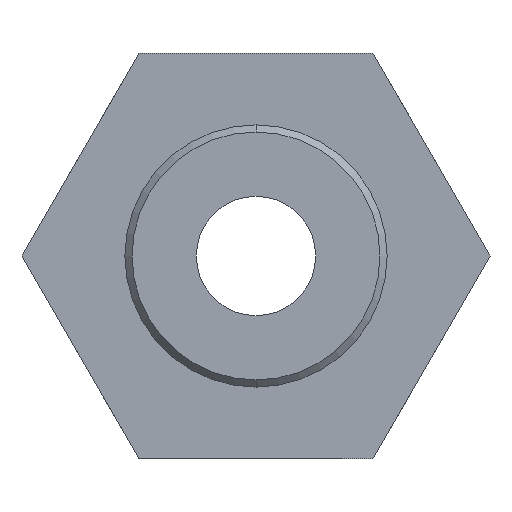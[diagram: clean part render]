
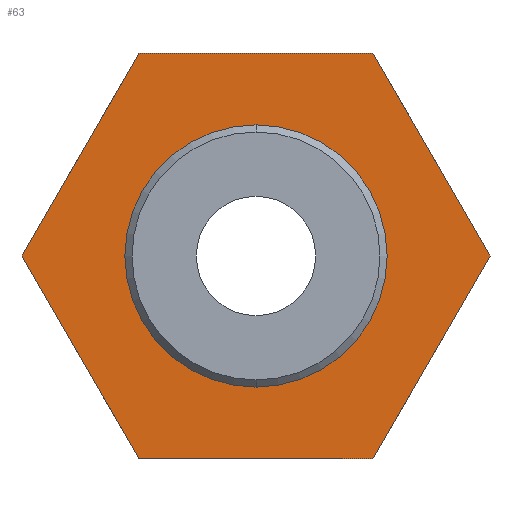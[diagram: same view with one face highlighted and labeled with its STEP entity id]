
A CAD part, front view. The second image highlights one B-rep face of the part: STEP entity #63.
In plain terms, the highlighted planar face has unit normal (0, -1, 0).
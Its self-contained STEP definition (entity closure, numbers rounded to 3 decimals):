
#63=ADVANCED_FACE('NONE',(#122,#123),#124,.T.);
#122=FACE_OUTER_BOUND('',#210,.T.);
#123=FACE_BOUND('',#211,.T.);
#124=PLANE('',#212);
#210=EDGE_LOOP('',(#392,#393,#394,#395,#396,#397));
#211=EDGE_LOOP('',(#398,#399));
#212=AXIS2_PLACEMENT_3D('',#400,#401,#402);
#392=ORIENTED_EDGE('',*,*,#603,.T.);
#393=ORIENTED_EDGE('',*,*,#599,.T.);
#394=ORIENTED_EDGE('',*,*,#618,.T.);
#395=ORIENTED_EDGE('',*,*,#615,.T.);
#396=ORIENTED_EDGE('',*,*,#611,.T.);
#397=ORIENTED_EDGE('',*,*,#607,.T.);
#398=ORIENTED_EDGE('',*,*,#574,.F.);
#399=ORIENTED_EDGE('',*,*,#619,.F.);
#400=CARTESIAN_POINT('',(10.0,7.2,0.0));
#401=DIRECTION('',(0.0,-1.0,0.0));
#402=DIRECTION('',(0.0,0.0,-1.0));
#574=EDGE_CURVE('NONE',#680,#681,#682,.T.);
#599=EDGE_CURVE('NONE',#720,#725,#727,.T.);
#603=EDGE_CURVE('NONE',#729,#720,#733,.T.);
#607=EDGE_CURVE('NONE',#735,#729,#739,.T.);
#611=EDGE_CURVE('NONE',#741,#735,#745,.T.);
#615=EDGE_CURVE('NONE',#747,#741,#751,.T.);
#618=EDGE_CURVE('NONE',#725,#747,#754,.T.);
#619=EDGE_CURVE('NONE',#681,#680,#755,.T.);
#680=VERTEX_POINT('NONE',#826);
#681=VERTEX_POINT('NONE',#827);
#682=CIRCLE('',#828,4.75);
#720=VERTEX_POINT('NONE',#874);
#725=VERTEX_POINT('NONE',#888);
#727=LINE('',#891,#892);
#729=VERTEX_POINT('NONE',#894);
#733=LINE('',#905,#906);
#735=VERTEX_POINT('NONE',#908);
#739=LINE('',#919,#920);
#741=VERTEX_POINT('NONE',#922);
#745=LINE('',#935,#936);
#747=VERTEX_POINT('NONE',#938);
#751=LINE('',#949,#950);
#754=LINE('',#959,#960);
#755=CIRCLE('',#961,4.75);
#826=CARTESIAN_POINT('',(0.0,7.2,-4.75));
#827=CARTESIAN_POINT('',(0.,7.2,4.75));
#828=AXIS2_PLACEMENT_3D('',#1026,#1027,#1028);
#874=CARTESIAN_POINT('',(-4.907,7.2,-8.5));
#888=CARTESIAN_POINT('',(4.907,7.2,-8.5));
#891=CARTESIAN_POINT('',(-4.907,7.2,-8.5));
#892=VECTOR('',#1075,1000.0);
#894=CARTESIAN_POINT('',(-9.815,7.2,0.));
#905=CARTESIAN_POINT('',(-9.815,7.2,0.));
#906=VECTOR('',#1077,1000.0);
#908=CARTESIAN_POINT('',(-4.907,7.2,8.5));
#919=CARTESIAN_POINT('',(-4.907,7.2,8.5));
#920=VECTOR('',#1079,1000.0);
#922=CARTESIAN_POINT('',(4.907,7.2,8.5));
#935=CARTESIAN_POINT('',(4.907,7.2,8.5));
#936=VECTOR('',#1081,1000.0);
#938=CARTESIAN_POINT('',(9.815,7.2,0.));
#949=CARTESIAN_POINT('',(9.815,7.2,0.));
#950=VECTOR('',#1083,1000.0);
#959=CARTESIAN_POINT('',(4.907,7.2,-8.5));
#960=VECTOR('',#1084,1000.0);
#961=AXIS2_PLACEMENT_3D('',#1085,#1086,#1087);
#1026=CARTESIAN_POINT('',(0.0,7.2,0.0));
#1027=DIRECTION('',(0.0,-1.0,0.0));
#1028=DIRECTION('',(0.0,0.0,-1.0));
#1075=DIRECTION('',(1.0,0.0,0.));
#1077=DIRECTION('',(0.5,0.0,-0.866));
#1079=DIRECTION('',(-0.5,0.0,-0.866));
#1081=DIRECTION('',(-1.0,0.0,0.));
#1083=DIRECTION('',(-0.5,0.0,0.866));
#1084=DIRECTION('',(0.5,0.0,0.866));
#1085=CARTESIAN_POINT('',(0.0,7.2,0.0));
#1086=DIRECTION('',(0.0,-1.0,0.0));
#1087=DIRECTION('',(0.0,0.0,-1.0));
